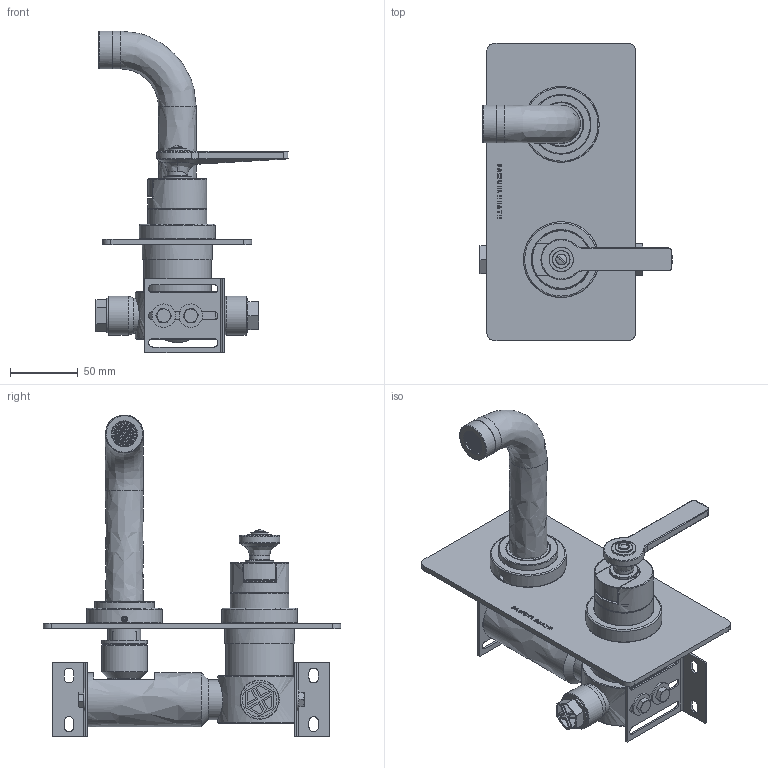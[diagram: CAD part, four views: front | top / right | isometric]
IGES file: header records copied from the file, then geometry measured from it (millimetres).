
Global section: file name: V7K20-RH-1LF; native system: Autodesk Inventor 2018; preprocessor: unknown; author: aduggalther; date: 20171213.074032; units: millimetre
Bounding box: 142.02 x 220 x 238.1 mm (x, y, z)
Volume: 540257.2 mm3; surface area: 270463.4 mm2
Topology: 54 solids, 54 shells, 2829 faces, 7359 edges, 4774 vertices
Faces by surface type: bspline 2829
